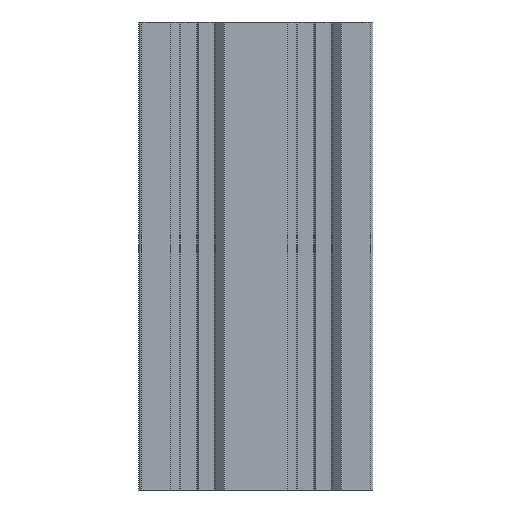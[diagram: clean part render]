
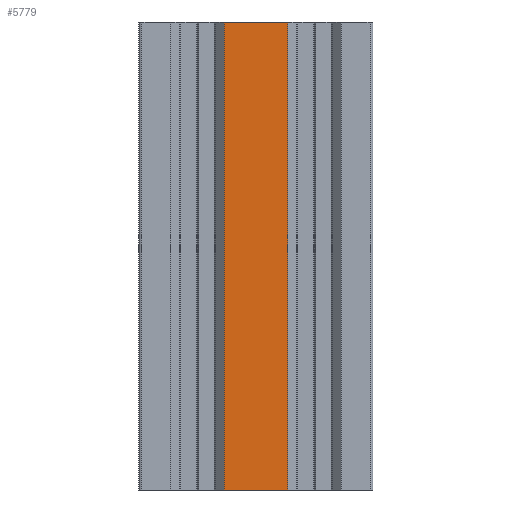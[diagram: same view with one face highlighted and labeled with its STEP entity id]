
A CAD part, left-side view. The second image highlights one B-rep face of the part: STEP entity #5779.
In plain terms, the highlighted planar face has unit normal (-1, 0, 0).
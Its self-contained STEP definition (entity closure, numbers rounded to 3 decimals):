
#32 = PLANE('',#33);
#33 = AXIS2_PLACEMENT_3D('',#34,#35,#36);
#34 = CARTESIAN_POINT('',(-50.,-50.,80.));
#35 = DIRECTION('',(0.,0.,1.));
#36 = DIRECTION('',(1.,0.,0.));
#1135 = VERTEX_POINT('',#1136);
#1136 = CARTESIAN_POINT('',(-10.,5.42,80.));
#1149 = PLANE('',#1150);
#1150 = AXIS2_PLACEMENT_3D('',#1151,#1152,#1153);
#1151 = CARTESIAN_POINT('',(-7.71,7.71,1500.));
#1152 = DIRECTION('',(0.707,-0.707,0.));
#1153 = DIRECTION('',(0.707,0.707,0.));
#1160 = EDGE_CURVE('',#1135,#1161,#1163,.T.);
#1161 = VERTEX_POINT('',#1162);
#1162 = CARTESIAN_POINT('',(-10.,-5.42,80.));
#1163 = SURFACE_CURVE('',#1164,(#1168,#1174),.PCURVE_S1.);
#1164 = LINE('',#1165,#1166);
#1165 = CARTESIAN_POINT('',(-10.,-25.,80.));
#1166 = VECTOR('',#1167,1.);
#1167 = DIRECTION('',(0.,-1.,0.));
#1168 = PCURVE('',#32,#1169);
#1169 = DEFINITIONAL_REPRESENTATION('',(#1170),#1173);
#1170 = B_SPLINE_CURVE_WITH_KNOTS('',1,(#1171,#1172),.UNSPECIFIED.,.F.,
  .F.,(2,2),(-31.504,-18.496),.PIECEWISE_BEZIER_KNOTS.);
#1171 = CARTESIAN_POINT('',(40.,56.504));
#1172 = CARTESIAN_POINT('',(40.,43.496));
#1173 = ( GEOMETRIC_REPRESENTATION_CONTEXT(2) 
PARAMETRIC_REPRESENTATION_CONTEXT() REPRESENTATION_CONTEXT('2D SPACE',''
  ) );
#1174 = PCURVE('',#1175,#1180);
#1175 = PLANE('',#1176);
#1176 = AXIS2_PLACEMENT_3D('',#1177,#1178,#1179);
#1177 = CARTESIAN_POINT('',(-10.,0.,1500.));
#1178 = DIRECTION('',(-1.,0.,0.));
#1179 = DIRECTION('',(0.,0.,1.));
#1180 = DEFINITIONAL_REPRESENTATION('',(#1181),#1184);
#1181 = B_SPLINE_CURVE_WITH_KNOTS('',1,(#1182,#1183),.UNSPECIFIED.,.F.,
  .F.,(2,2),(-31.504,-18.496),.PIECEWISE_BEZIER_KNOTS.);
#1182 = CARTESIAN_POINT('',(-1420.,6.504));
#1183 = CARTESIAN_POINT('',(-1420.,-6.504));
#1184 = ( GEOMETRIC_REPRESENTATION_CONTEXT(2) 
PARAMETRIC_REPRESENTATION_CONTEXT() REPRESENTATION_CONTEXT('2D SPACE',''
  ) );
#1201 = PLANE('',#1202);
#1202 = AXIS2_PLACEMENT_3D('',#1203,#1204,#1205);
#1203 = CARTESIAN_POINT('',(-7.71,-7.71,1500.));
#1204 = DIRECTION('',(-0.707,-0.707,0.));
#1205 = DIRECTION('',(0.707,-0.707,0.));
#3073 = PLANE('',#3074);
#3074 = AXIS2_PLACEMENT_3D('',#3075,#3076,#3077);
#3075 = CARTESIAN_POINT('',(0.,0.,0.));
#3076 = DIRECTION('',(0.,0.,1.));
#3077 = DIRECTION('',(1.,0.,0.));
#5735 = VERTEX_POINT('',#5736);
#5736 = CARTESIAN_POINT('',(-10.,-5.42,0.));
#5759 = EDGE_CURVE('',#1161,#5735,#5760,.T.);
#5760 = SURFACE_CURVE('',#5761,(#5765,#5772),.PCURVE_S1.);
#5761 = LINE('',#5762,#5763);
#5762 = CARTESIAN_POINT('',(-10.,-5.42,1500.));
#5763 = VECTOR('',#5764,1.);
#5764 = DIRECTION('',(-0.,-0.,-1.));
#5765 = PCURVE('',#1201,#5766);
#5766 = DEFINITIONAL_REPRESENTATION('',(#5767),#5771);
#5767 = LINE('',#5768,#5769);
#5768 = CARTESIAN_POINT('',(-3.239,0.));
#5769 = VECTOR('',#5770,1.);
#5770 = DIRECTION('',(0.,-1.));
#5771 = ( GEOMETRIC_REPRESENTATION_CONTEXT(2) 
PARAMETRIC_REPRESENTATION_CONTEXT() REPRESENTATION_CONTEXT('2D SPACE',''
  ) );
#5772 = PCURVE('',#1175,#5773);
#5773 = DEFINITIONAL_REPRESENTATION('',(#5774),#5778);
#5774 = LINE('',#5775,#5776);
#5775 = CARTESIAN_POINT('',(0.,-5.42));
#5776 = VECTOR('',#5777,1.);
#5777 = DIRECTION('',(-1.,0.));
#5778 = ( GEOMETRIC_REPRESENTATION_CONTEXT(2) 
PARAMETRIC_REPRESENTATION_CONTEXT() REPRESENTATION_CONTEXT('2D SPACE',''
  ) );
#5779 = ADVANCED_FACE('',(#5780),#1175,.T.);
#5780 = FACE_BOUND('',#5781,.T.);
#5781 = EDGE_LOOP('',(#5782,#5805,#5806,#5807));
#5782 = ORIENTED_EDGE('',*,*,#5783,.F.);
#5783 = EDGE_CURVE('',#5735,#5784,#5786,.T.);
#5784 = VERTEX_POINT('',#5785);
#5785 = CARTESIAN_POINT('',(-10.,5.42,0.));
#5786 = SURFACE_CURVE('',#5787,(#5791,#5798),.PCURVE_S1.);
#5787 = LINE('',#5788,#5789);
#5788 = CARTESIAN_POINT('',(-10.,0.,0.));
#5789 = VECTOR('',#5790,1.);
#5790 = DIRECTION('',(0.,1.,0.));
#5791 = PCURVE('',#1175,#5792);
#5792 = DEFINITIONAL_REPRESENTATION('',(#5793),#5797);
#5793 = LINE('',#5794,#5795);
#5794 = CARTESIAN_POINT('',(-1500.,0.));
#5795 = VECTOR('',#5796,1.);
#5796 = DIRECTION('',(0.,1.));
#5797 = ( GEOMETRIC_REPRESENTATION_CONTEXT(2) 
PARAMETRIC_REPRESENTATION_CONTEXT() REPRESENTATION_CONTEXT('2D SPACE',''
  ) );
#5798 = PCURVE('',#3073,#5799);
#5799 = DEFINITIONAL_REPRESENTATION('',(#5800),#5804);
#5800 = LINE('',#5801,#5802);
#5801 = CARTESIAN_POINT('',(-10.,0.));
#5802 = VECTOR('',#5803,1.);
#5803 = DIRECTION('',(0.,1.));
#5804 = ( GEOMETRIC_REPRESENTATION_CONTEXT(2) 
PARAMETRIC_REPRESENTATION_CONTEXT() REPRESENTATION_CONTEXT('2D SPACE',''
  ) );
#5805 = ORIENTED_EDGE('',*,*,#5759,.F.);
#5806 = ORIENTED_EDGE('',*,*,#1160,.F.);
#5807 = ORIENTED_EDGE('',*,*,#5808,.T.);
#5808 = EDGE_CURVE('',#1135,#5784,#5809,.T.);
#5809 = SURFACE_CURVE('',#5810,(#5814,#5821),.PCURVE_S1.);
#5810 = LINE('',#5811,#5812);
#5811 = CARTESIAN_POINT('',(-10.,5.42,1500.));
#5812 = VECTOR('',#5813,1.);
#5813 = DIRECTION('',(-0.,-0.,-1.));
#5814 = PCURVE('',#1175,#5815);
#5815 = DEFINITIONAL_REPRESENTATION('',(#5816),#5820);
#5816 = LINE('',#5817,#5818);
#5817 = CARTESIAN_POINT('',(0.,5.42));
#5818 = VECTOR('',#5819,1.);
#5819 = DIRECTION('',(-1.,0.));
#5820 = ( GEOMETRIC_REPRESENTATION_CONTEXT(2) 
PARAMETRIC_REPRESENTATION_CONTEXT() REPRESENTATION_CONTEXT('2D SPACE',''
  ) );
#5821 = PCURVE('',#1149,#5822);
#5822 = DEFINITIONAL_REPRESENTATION('',(#5823),#5827);
#5823 = LINE('',#5824,#5825);
#5824 = CARTESIAN_POINT('',(-3.239,0.));
#5825 = VECTOR('',#5826,1.);
#5826 = DIRECTION('',(0.,-1.));
#5827 = ( GEOMETRIC_REPRESENTATION_CONTEXT(2) 
PARAMETRIC_REPRESENTATION_CONTEXT() REPRESENTATION_CONTEXT('2D SPACE',''
  ) );
